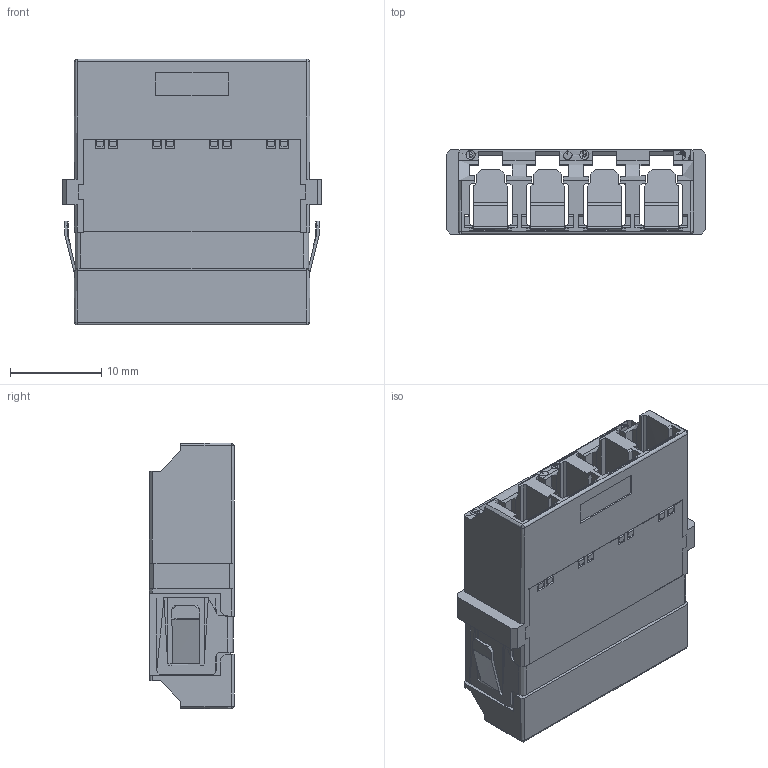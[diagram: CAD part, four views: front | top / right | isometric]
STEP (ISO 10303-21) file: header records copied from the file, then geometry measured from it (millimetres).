
FILE_DESCRIPTION (( 'STEP AP214' ), '1' );
FILE_NAME ('FOA-807-AQU.STEP', '2018-10-05T18:31:43', ( '' ), ( '' ), 'SwSTEP 2.0', 'SolidWorks 2017', '' );
FILE_SCHEMA (( 'AUTOMOTIVE_DESIGN' ));
Length unit declared in the file: millimetre
Products named in the file (1): FOA-807-AQU
Bounding box: 28.5 x 9.35 x 29.2 mm (x, y, z)
Topology: 0 solids, 23 shells, 667 faces, 2402 edges, 1692 vertices
Faces by surface type: plane 481, cylinder 167, bspline 17, sphere 2
Entity records: 28230 total; most frequent: CARTESIAN_POINT 8964, ORIENTED_EDGE 3892, DIRECTION 3450, EDGE_CURVE 2402, LINE 1844, VECTOR 1844, VERTEX_POINT 1692, AXIS2_PLACEMENT_3D 803
